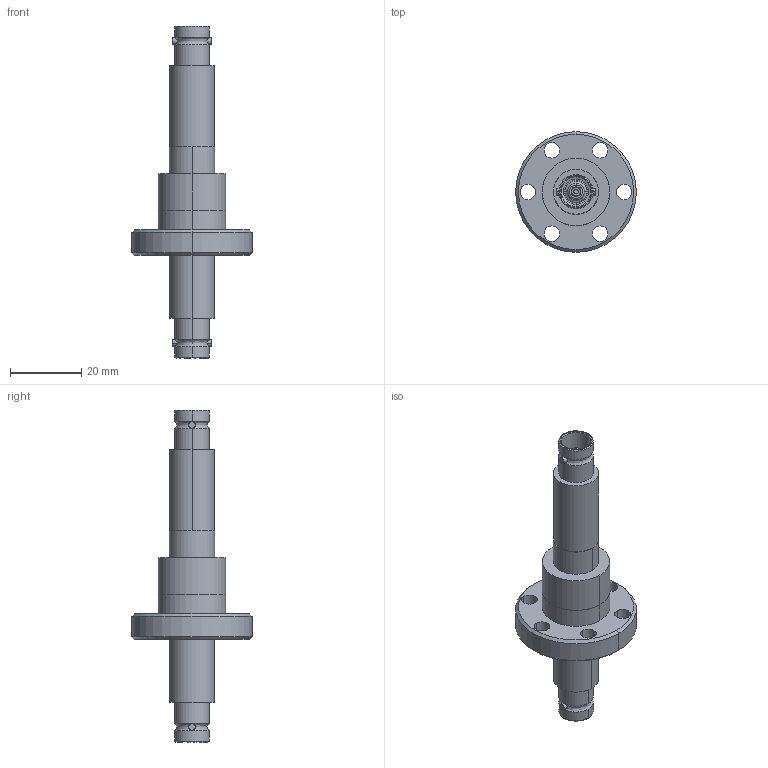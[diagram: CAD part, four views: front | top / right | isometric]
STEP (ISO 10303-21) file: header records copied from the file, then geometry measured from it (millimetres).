
FILE_DESCRIPTION (( 'STEP AP203' ), '1' );
FILE_NAME ('A0472-2-CF.STEP', '2013-08-28T11:45:52', ( '' ), ( '' ), 'SwSTEP 2.0', 'SolidWorks 2012', '' );
FILE_SCHEMA (( 'CONFIG_CONTROL_DESIGN' ));
Length unit declared in the file: inch
Products named in the file (1): A0472-2-CF
Bounding box: 33.78 x 33.78 x 92.96 mm (x, y, z)
Volume: 11881.9 mm3; surface area: 14024.4 mm2
Topology: 1 solids, 2 shells, 318 faces, 818 edges, 524 vertices
Faces by surface type: cylinder 145, plane 90, cone 52, bspline 31
Entity records: 10741 total; most frequent: CARTESIAN_POINT 2746, DIRECTION 1761, ORIENTED_EDGE 1632, EDGE_CURVE 816, AXIS2_PLACEMENT_3D 731, VERTEX_POINT 524, CIRCLE 443, EDGE_LOOP 370
